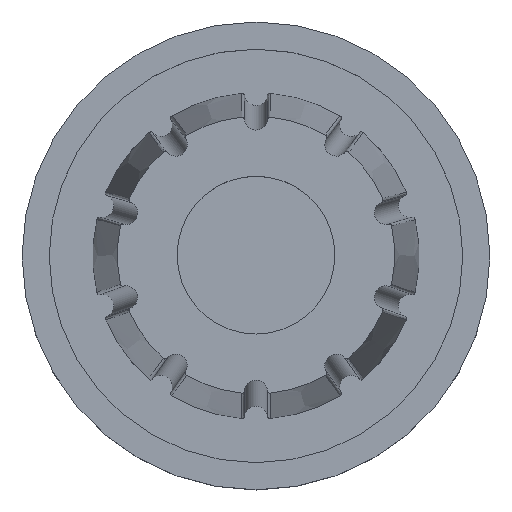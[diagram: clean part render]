
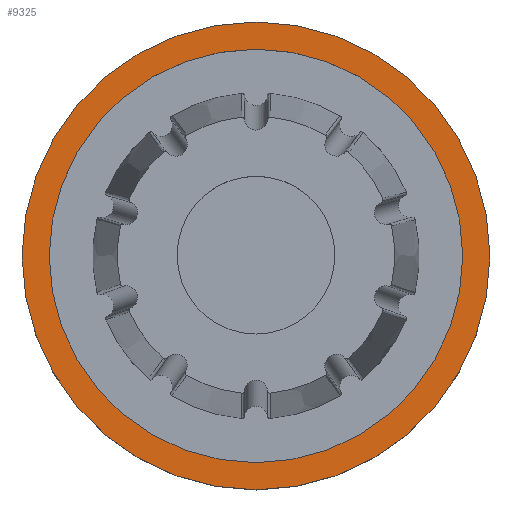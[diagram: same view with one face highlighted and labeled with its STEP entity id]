
A CAD part, top view. The second image highlights one B-rep face of the part: STEP entity #9325.
In plain terms, the highlighted planar face has unit normal (0, 0, 1).
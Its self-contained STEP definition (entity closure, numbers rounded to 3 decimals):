
#9027=CARTESIAN_POINT('',(7.6,1.984,3.));
#9028=VERTEX_POINT('',#9027);
#9029=CARTESIAN_POINT('',(0.0,1.984,3.));
#9030=DIRECTION('',(0.0,0.0,-1.0));
#9031=DIRECTION('',(-1.0,0.0,0.0));
#9032=AXIS2_PLACEMENT_3D('',#9029,#9030,#9031);
#9033=CIRCLE('',#9032,7.6);
#9034=EDGE_CURVE('',#9028,#9028,#9033,.T.);
#9291=CARTESIAN_POINT('',(8.6,1.984,3.));
#9292=VERTEX_POINT('',#9291);
#9293=CARTESIAN_POINT('',(0.0,1.984,3.));
#9294=DIRECTION('',(0.0,0.0,-1.0));
#9295=DIRECTION('',(-1.0,0.0,0.0));
#9296=AXIS2_PLACEMENT_3D('',#9293,#9294,#9295);
#9297=CIRCLE('',#9296,8.6);
#9298=EDGE_CURVE('',#9292,#9292,#9297,.T.);
#9314=CARTESIAN_POINT('',(0.0,1.984,3.));
#9315=DIRECTION('',(0.0,0.0,-1.0));
#9316=DIRECTION('',(-1.0,0.0,0.0));
#9317=AXIS2_PLACEMENT_3D('',#9314,#9315,#9316);
#9318=PLANE('',#9317);
#9319=ORIENTED_EDGE('',*,*,#9298,.F.);
#9320=EDGE_LOOP('',(#9319));
#9321=FACE_OUTER_BOUND('',#9320,.T.);
#9322=ORIENTED_EDGE('',*,*,#9034,.T.);
#9323=EDGE_LOOP('',(#9322));
#9324=FACE_BOUND('',#9323,.T.);
#9325=ADVANCED_FACE('',(#9321,#9324),#9318,.F.);
